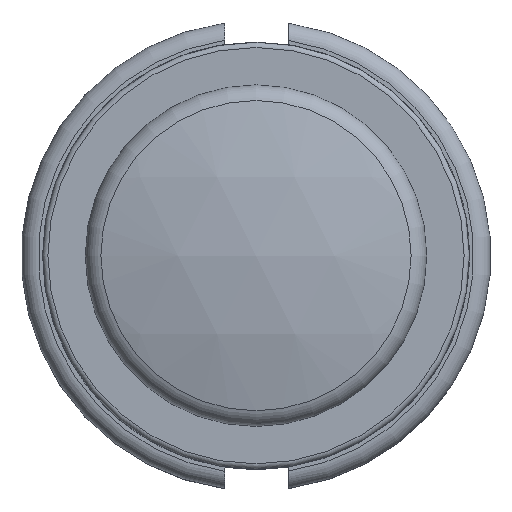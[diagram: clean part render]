
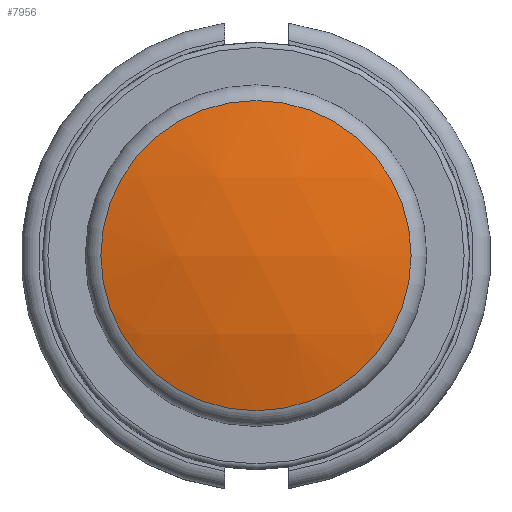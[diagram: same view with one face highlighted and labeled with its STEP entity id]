
A CAD part, top view. The second image highlights one B-rep face of the part: STEP entity #7956.
In plain terms, the highlighted spherical face has radius 13.633 mm.
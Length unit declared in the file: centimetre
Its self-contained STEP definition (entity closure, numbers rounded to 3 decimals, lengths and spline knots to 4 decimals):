
#35=SPHERICAL_SURFACE('',#8473,1.3633);
#2536=FACE_OUTER_BOUND('',#2961,.T.);
#2961=EDGE_LOOP('',(#5910));
#3388=CIRCLE('',#8468,0.3633);
#3667=VERTEX_POINT('',#11921);
#4516=EDGE_CURVE('',#3667,#3667,#3388,.T.);
#5910=ORIENTED_EDGE('',*,*,#4516,.F.);
#7956=ADVANCED_FACE('',(#2536),#35,.T.);
#8468=AXIS2_PLACEMENT_3D('',#11922,#9382,#9383);
#8473=AXIS2_PLACEMENT_3D('',#11930,#9393,#9394);
#9382=DIRECTION('center_axis',(0.,0.,-1.));
#9383=DIRECTION('ref_axis',(-1.,0.,0.));
#9393=DIRECTION('center_axis',(0.,1.,0.));
#9394=DIRECTION('ref_axis',(-1.,0.,0.));
#11921=CARTESIAN_POINT('',(0.,-0.3633,0.8957));
#11922=CARTESIAN_POINT('Origin',(0.,0.,0.8957));
#11930=CARTESIAN_POINT('Origin',(0.,0.,-0.4183));
